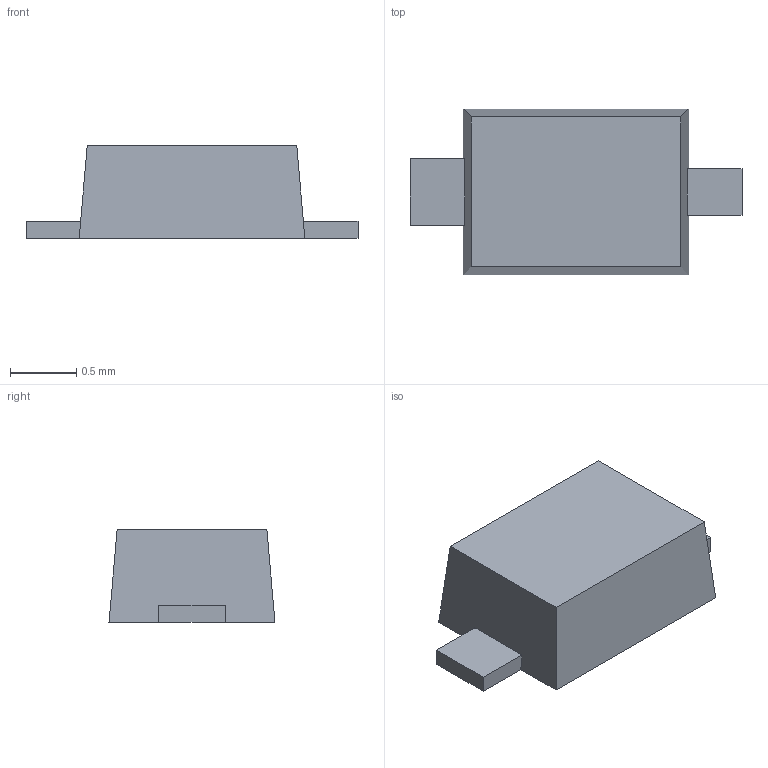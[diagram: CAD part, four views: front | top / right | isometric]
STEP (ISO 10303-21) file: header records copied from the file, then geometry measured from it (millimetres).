
FILE_DESCRIPTION( ( '' ), ' ' );
FILE_NAME( '5a155d7a40c2ae0f49d8b200.step', '2017-11-22T11:20:26', ( '' ), ( '' ), ' ', ' ', ' ' );
FILE_SCHEMA( ( 'AUTOMOTIVE_DESIGN { 1 0 10303 214 1 1 1 1 }' ) );
Length unit declared in the file: metre
Products named in the file (3): Open CASCADE STEP translator 6.8 1
Bounding box: 2.5 x 1.25 x 0.7 mm (x, y, z)
Volume: 1.4 mm3; surface area: 9.2 mm2
Topology: 3 solids, 3 shells, 26 faces, 60 edges, 40 vertices
Faces by surface type: plane 26
Entity records: 1268 total; most frequent: CARTESIAN_POINT 129, ORIENTED_EDGE 120, DIRECTION 118, STYLED_ITEM 86, PRESENTATION_STYLE_ASSIGNMENT 86, COLOUR_RGB 86, EDGE_CURVE 60, CURVE_STYLE 60
